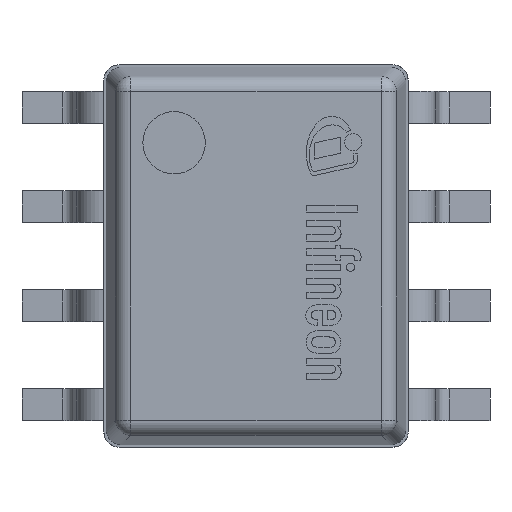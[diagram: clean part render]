
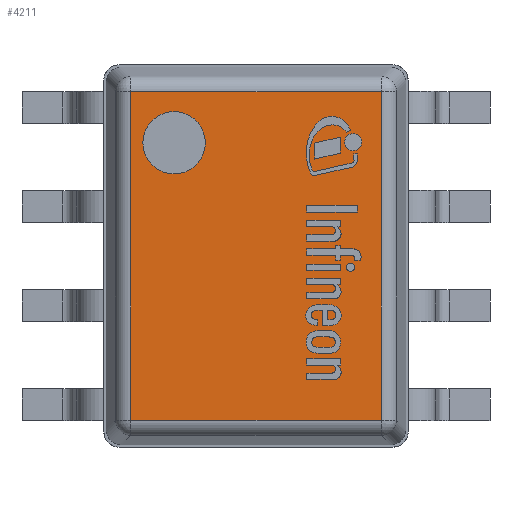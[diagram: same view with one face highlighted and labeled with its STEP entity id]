
A CAD part, top view. The second image highlights one B-rep face of the part: STEP entity #4211.
In plain terms, the highlighted planar face has unit normal (0, 0, 1).
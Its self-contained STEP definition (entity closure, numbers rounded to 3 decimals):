
#258=FACE_BOUND('',#1534,.T.);
#279=PLANE('',#4554);
#484=LINE('',#6132,#843);
#490=LINE('',#6161,#849);
#492=LINE('',#6164,#851);
#494=LINE('',#6167,#853);
#843=VECTOR('',#5035,1.);
#849=VECTOR('',#5067,1.);
#851=VECTOR('',#5071,1.);
#853=VECTOR('',#5075,1.);
#1263=FACE_OUTER_BOUND('',#1533,.T.);
#1533=EDGE_LOOP('',(#3107,#3108,#3109,#3110));
#1534=EDGE_LOOP('',(#3111));
#1794=CIRCLE('',#4555,0.4);
#1913=VERTEX_POINT('',#6106);
#1918=VERTEX_POINT('',#6119);
#1923=VERTEX_POINT('',#6135);
#1928=VERTEX_POINT('',#6148);
#1932=VERTEX_POINT('',#6173);
#2365=EDGE_CURVE('',#1913,#1918,#484,.T.);
#2379=EDGE_CURVE('',#1918,#1928,#490,.T.);
#2381=EDGE_CURVE('',#1928,#1923,#492,.T.);
#2383=EDGE_CURVE('',#1923,#1913,#494,.T.);
#2386=EDGE_CURVE('',#1932,#1932,#1794,.T.);
#3107=ORIENTED_EDGE('',*,*,#2365,.F.);
#3108=ORIENTED_EDGE('',*,*,#2383,.F.);
#3109=ORIENTED_EDGE('',*,*,#2381,.F.);
#3110=ORIENTED_EDGE('',*,*,#2379,.F.);
#3111=ORIENTED_EDGE('',*,*,#2386,.T.);
#4211=ADVANCED_FACE('',(#1263,#258),#279,.T.);
#4554=AXIS2_PLACEMENT_3D('',#6172,#5082,#5083);
#4555=AXIS2_PLACEMENT_3D('',#6174,#5084,#5085);
#5035=DIRECTION('',(1.,0.,0.));
#5067=DIRECTION('',(0.,-1.,0.));
#5071=DIRECTION('',(-1.,0.,0.));
#5075=DIRECTION('',(0.,1.,0.));
#5082=DIRECTION('center_axis',(0.,0.,1.));
#5083=DIRECTION('ref_axis',(1.,0.,0.));
#5084=DIRECTION('center_axis',(0.,0.,-1.));
#5085=DIRECTION('ref_axis',(-1.,0.,0.));
#6106=CARTESIAN_POINT('',(-1.607,2.107,1.72));
#6119=CARTESIAN_POINT('',(1.607,2.107,1.72));
#6132=CARTESIAN_POINT('',(-0.96,2.107,1.72));
#6135=CARTESIAN_POINT('',(-1.607,-2.107,1.72));
#6148=CARTESIAN_POINT('',(1.607,-2.107,1.72));
#6161=CARTESIAN_POINT('',(1.607,1.21,1.72));
#6164=CARTESIAN_POINT('',(0.96,-2.107,1.72));
#6167=CARTESIAN_POINT('',(-1.607,-1.21,1.72));
#6172=CARTESIAN_POINT('Origin',(0.,0.,
1.72));
#6173=CARTESIAN_POINT('',(-0.65,1.45,1.72));
#6174=CARTESIAN_POINT('Origin',(-1.05,1.45,1.72));
